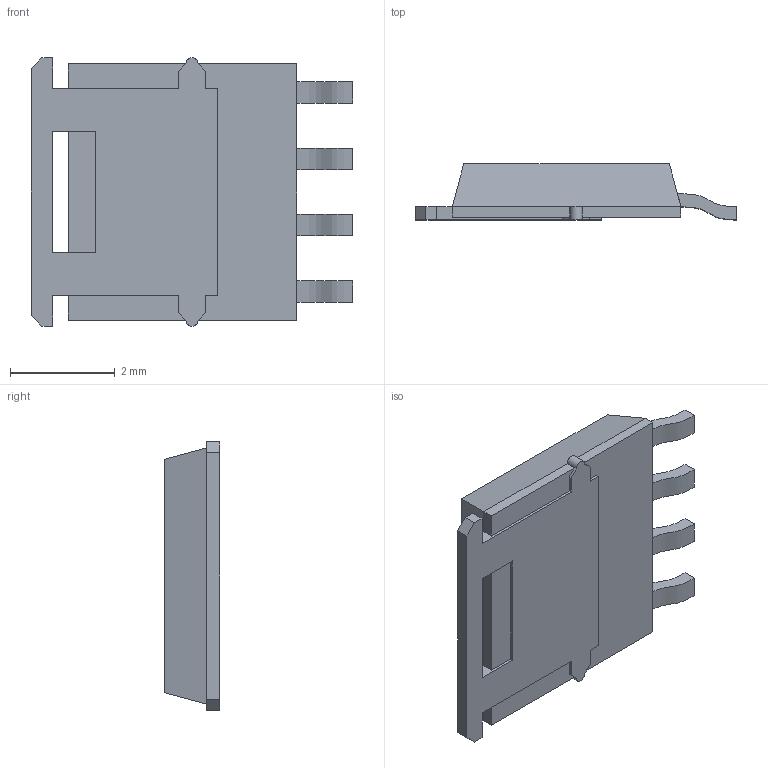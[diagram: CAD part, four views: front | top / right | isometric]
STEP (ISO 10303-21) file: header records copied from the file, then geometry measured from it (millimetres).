
FILE_SCHEMA (('AUTOMOTIVE_DESIGN { 1 0 10303 214 3 1 1 }'));
Length unit declared in the file: millimetre
Products named in the file (1): PowerPAK_SO-8L_Single
Bounding box: 6.15 x 1.07 x 5.13 mm (x, y, z)
Volume: 21.9 mm3; surface area: 71.9 mm2
Topology: 1 solids, 1 shells, 71 faces, 186 edges, 116 vertices
Faces by surface type: plane 61, bspline 8, cylinder 2
Entity records: 2233 total; most frequent: CARTESIAN_POINT 478, ORIENTED_EDGE 372, DIRECTION 302, EDGE_CURVE 186, LINE 166, VECTOR 166, VERTEX_POINT 116, EDGE_LOOP 72
